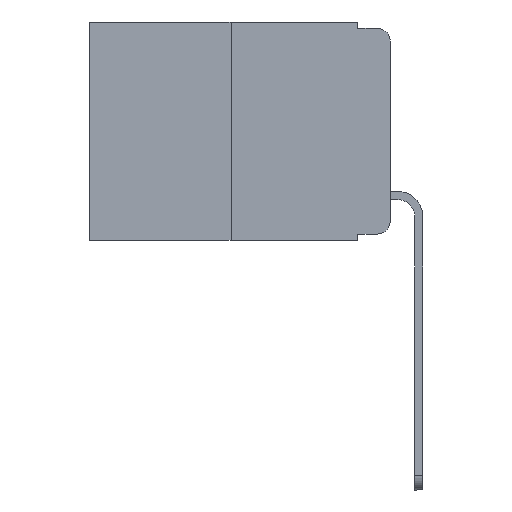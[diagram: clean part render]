
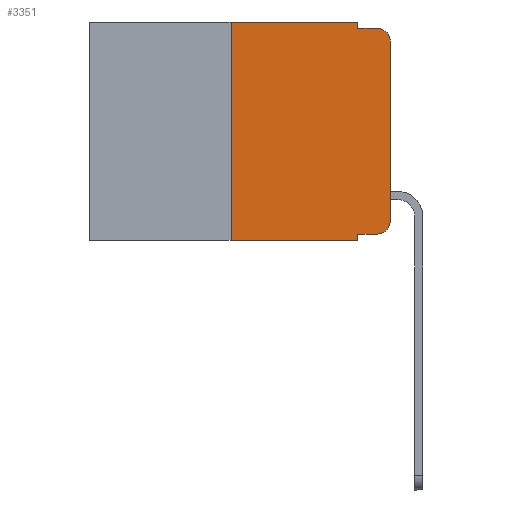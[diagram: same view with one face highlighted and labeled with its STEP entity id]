
A CAD part, left-side view. The second image highlights one B-rep face of the part: STEP entity #3351.
In plain terms, the highlighted planar face has unit normal (-1, 0, 0).
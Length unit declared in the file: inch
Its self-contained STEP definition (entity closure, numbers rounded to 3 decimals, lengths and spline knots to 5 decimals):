
#17 = VERTEX_POINT ( 'NONE', #540 ) ;
#109 = CARTESIAN_POINT ( 'NONE',  ( 0., 0.051, 0. ) ) ;
#154 = ORIENTED_EDGE ( 'NONE', *, *, #8472, .T. ) ;
#180 = VECTOR ( 'NONE', #2369, 39.37008 ) ;
#540 = CARTESIAN_POINT ( 'NONE',  ( 0., 0.25, -0.343 ) ) ;
#675 = EDGE_LOOP ( 'NONE', ( #154, #13522, #8174, #2850, #10314, #3673, #7318, #7000, #12042, #2836 ) ) ;
#1130 = CARTESIAN_POINT ( 'NONE',  ( 0., 0.02, -0.333 ) ) ;
#1294 = DIRECTION ( 'NONE',  ( 0., 0., -1. ) ) ;
#1316 = PLANE ( 'NONE',  #10484 ) ;
#1653 = CARTESIAN_POINT ( 'NONE',  ( 0., 0.051, 0. ) ) ;
#1833 = LINE ( 'NONE', #13367, #4038 ) ;
#1975 = CARTESIAN_POINT ( 'NONE',  ( 0., 0.051, -0.333 ) ) ;
#2042 = EDGE_CURVE ( 'NONE', #10140, #7165, #7912, .T. ) ;
#2369 = DIRECTION ( 'NONE',  ( 0., -1., 0. ) ) ;
#2437 = DIRECTION ( 'NONE',  ( 1., 0., 0. ) ) ;
#2496 = CARTESIAN_POINT ( 'NONE',  ( 0., 0.02, -0.03 ) ) ;
#2499 = VECTOR ( 'NONE', #6907, 39.37008 ) ;
#2784 = CARTESIAN_POINT ( 'NONE',  ( 0., 0., 0. ) ) ;
#2836 = ORIENTED_EDGE ( 'NONE', *, *, #2042, .T. ) ;
#2850 = ORIENTED_EDGE ( 'NONE', *, *, #6332, .F. ) ;
#3030 = VECTOR ( 'NONE', #5135, 39.37008 ) ;
#3202 = LINE ( 'NONE', #3466, #180 ) ;
#3351 = ADVANCED_FACE ( 'NONE', ( #4277 ), #1316, .F. ) ;
#3466 = CARTESIAN_POINT ( 'NONE',  ( 0., 0.051, -0.01 ) ) ;
#3501 = EDGE_CURVE ( 'NONE', #11663, #10140, #5421, .T. ) ;
#3553 = CARTESIAN_POINT ( 'NONE',  ( 0., 0., -0.313 ) ) ;
#3584 = DIRECTION ( 'NONE',  ( 0., 0., -1. ) ) ;
#3673 = ORIENTED_EDGE ( 'NONE', *, *, #5611, .F. ) ;
#4038 = VECTOR ( 'NONE', #8197, 39.37008 ) ;
#4203 = EDGE_CURVE ( 'NONE', #11663, #6144, #7770, .T. ) ;
#4214 = VECTOR ( 'NONE', #13195, 39.37008 ) ;
#4277 = FACE_OUTER_BOUND ( 'NONE', #675, .T. ) ;
#4332 = LINE ( 'NONE', #8977, #2499 ) ;
#4426 = DIRECTION ( 'NONE',  ( -1., 0., 0. ) ) ;
#4442 = AXIS2_PLACEMENT_3D ( 'NONE', #10751, #4426, #11788 ) ;
#4545 = LINE ( 'NONE', #9027, #4214 ) ;
#4789 = CARTESIAN_POINT ( 'NONE',  ( 0., 0.25, 0. ) ) ;
#4821 = CARTESIAN_POINT ( 'NONE',  ( 0., 0.051, -0.333 ) ) ;
#4908 = DIRECTION ( 'NONE',  ( 0., 0., 1. ) ) ;
#5135 = DIRECTION ( 'NONE',  ( 0., -1., 0. ) ) ;
#5154 = LINE ( 'NONE', #11456, #3030 ) ;
#5421 = LINE ( 'NONE', #4821, #7956 ) ;
#5611 = EDGE_CURVE ( 'NONE', #17, #9713, #4545, .T. ) ;
#5872 = DIRECTION ( 'NONE',  ( 0., -1., 0. ) ) ;
#6055 = CARTESIAN_POINT ( 'NONE',  ( 0., 0.051, -0.01 ) ) ;
#6144 = VERTEX_POINT ( 'NONE', #11015 ) ;
#6332 = EDGE_CURVE ( 'NONE', #11067, #6710, #1833, .T. ) ;
#6710 = VERTEX_POINT ( 'NONE', #6055 ) ;
#6907 = DIRECTION ( 'NONE',  ( 0., -1., 0. ) ) ;
#7000 = ORIENTED_EDGE ( 'NONE', *, *, #4203, .F. ) ;
#7084 = EDGE_CURVE ( 'NONE', #6710, #7489, #3202, .T. ) ;
#7165 = VERTEX_POINT ( 'NONE', #3553 ) ;
#7211 = EDGE_CURVE ( 'NONE', #17, #6144, #4332, .T. ) ;
#7318 = ORIENTED_EDGE ( 'NONE', *, *, #7211, .T. ) ;
#7341 = LINE ( 'NONE', #2784, #9791 ) ;
#7489 = VERTEX_POINT ( 'NONE', #8371 ) ;
#7770 = LINE ( 'NONE', #109, #12960 ) ;
#7784 = EDGE_CURVE ( 'NONE', #11479, #7489, #11411, .T. ) ;
#7912 = CIRCLE ( 'NONE', #4442, 0.02 ) ;
#7956 = VECTOR ( 'NONE', #5872, 39.37008 ) ;
#8091 = EDGE_CURVE ( 'NONE', #9713, #11067, #5154, .T. ) ;
#8174 = ORIENTED_EDGE ( 'NONE', *, *, #7084, .F. ) ;
#8197 = DIRECTION ( 'NONE',  ( 0., 0., -1. ) ) ;
#8371 = CARTESIAN_POINT ( 'NONE',  ( 0., 0.02, -0.01 ) ) ;
#8472 = EDGE_CURVE ( 'NONE', #7165, #11479, #7341, .T. ) ;
#8977 = CARTESIAN_POINT ( 'NONE',  ( 0., 0.473, -0.343 ) ) ;
#9027 = CARTESIAN_POINT ( 'NONE',  ( 0., 0.25, 0. ) ) ;
#9713 = VERTEX_POINT ( 'NONE', #4789 ) ;
#9791 = VECTOR ( 'NONE', #4908, 39.37008 ) ;
#9870 = DIRECTION ( 'NONE',  ( 0., 0., -1. ) ) ;
#9921 = DIRECTION ( 'NONE',  ( -1., 0., 0. ) ) ;
#10140 = VERTEX_POINT ( 'NONE', #1130 ) ;
#10314 = ORIENTED_EDGE ( 'NONE', *, *, #8091, .F. ) ;
#10484 = AXIS2_PLACEMENT_3D ( 'NONE', #11896, #2437, #9870 ) ;
#10751 = CARTESIAN_POINT ( 'NONE',  ( 0., 0.02, -0.313 ) ) ;
#11015 = CARTESIAN_POINT ( 'NONE',  ( 0., 0.051, -0.343 ) ) ;
#11067 = VERTEX_POINT ( 'NONE', #1653 ) ;
#11411 = CIRCLE ( 'NONE', #12610, 0.02 ) ;
#11456 = CARTESIAN_POINT ( 'NONE',  ( 0., 0.473, 0. ) ) ;
#11479 = VERTEX_POINT ( 'NONE', #13137 ) ;
#11663 = VERTEX_POINT ( 'NONE', #1975 ) ;
#11788 = DIRECTION ( 'NONE',  ( 0., 0., -1. ) ) ;
#11896 = CARTESIAN_POINT ( 'NONE',  ( 0., 0.473, 0. ) ) ;
#12042 = ORIENTED_EDGE ( 'NONE', *, *, #3501, .T. ) ;
#12610 = AXIS2_PLACEMENT_3D ( 'NONE', #2496, #9921, #3584 ) ;
#12960 = VECTOR ( 'NONE', #1294, 39.37008 ) ;
#13137 = CARTESIAN_POINT ( 'NONE',  ( 0., 0., -0.03 ) ) ;
#13195 = DIRECTION ( 'NONE',  ( 0., 0., 1. ) ) ;
#13367 = CARTESIAN_POINT ( 'NONE',  ( 0., 0.051, 0. ) ) ;
#13522 = ORIENTED_EDGE ( 'NONE', *, *, #7784, .T. ) ;
